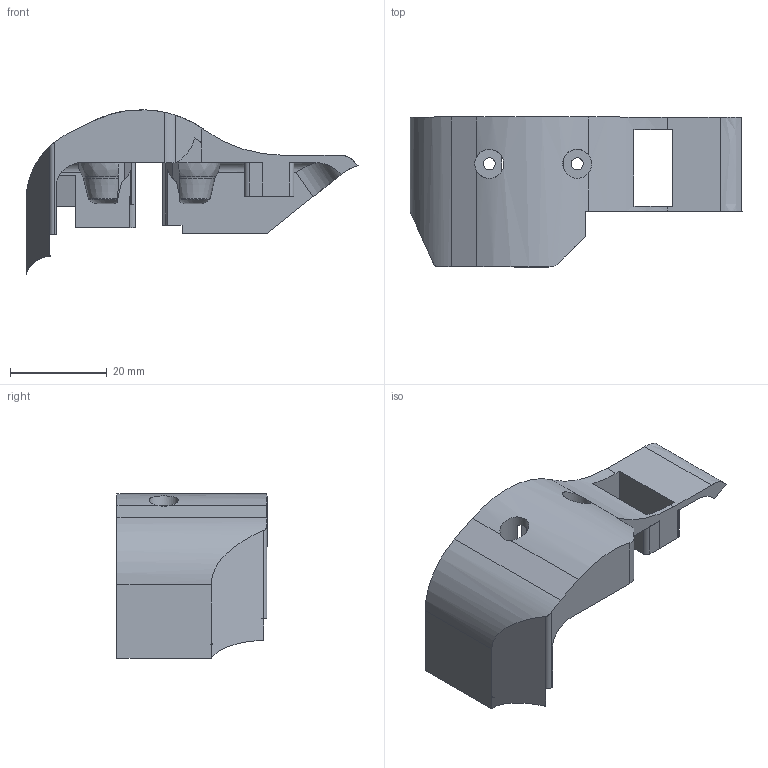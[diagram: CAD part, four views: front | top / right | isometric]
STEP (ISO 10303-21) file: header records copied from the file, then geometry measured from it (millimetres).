
FILE_DESCRIPTION(/* description */ (''),/* implementation_level */ '2;1');
FILE_NAME(/* name */ 'BTT Microprobe Toolboard Cover.step',/* time_stamp */ '2024-06-04T16:13:17-04:00',/* author */ (''),/* organization */ (''),/* preprocessor_version */ 'ST-DEVELOPER v20',/* originating_system */ 'Autodesk Translation Framework v13.14.0.145',/* authorisation */ '');
FILE_SCHEMA (('AUTOMOTIVE_DESIGN { 1 0 10303 214 3 1 1 }'));
Length unit declared in the file: millimetre
Products named in the file (1): Toolboard Cover (集线板盖)[3DP]
Bounding box: 68.67 x 31.03 x 34.01 mm (x, y, z)
Volume: 9627.6 mm3; surface area: 8870.9 mm2
Topology: 1 solids, 2 shells, 200 faces, 583 edges, 380 vertices
Faces by surface type: plane 95, bspline 65, cylinder 30, torus 8, cone 2
Full cylindrical faces by diameter (mm): 2.5 x2, 6 x2
Entity records: 8774 total; most frequent: CARTESIAN_POINT 3784, ORIENTED_EDGE 1166, DIRECTION 862, EDGE_CURVE 583, VERTEX_POINT 380, AXIS2_PLACEMENT_3D 288, LINE 286, VECTOR 286
